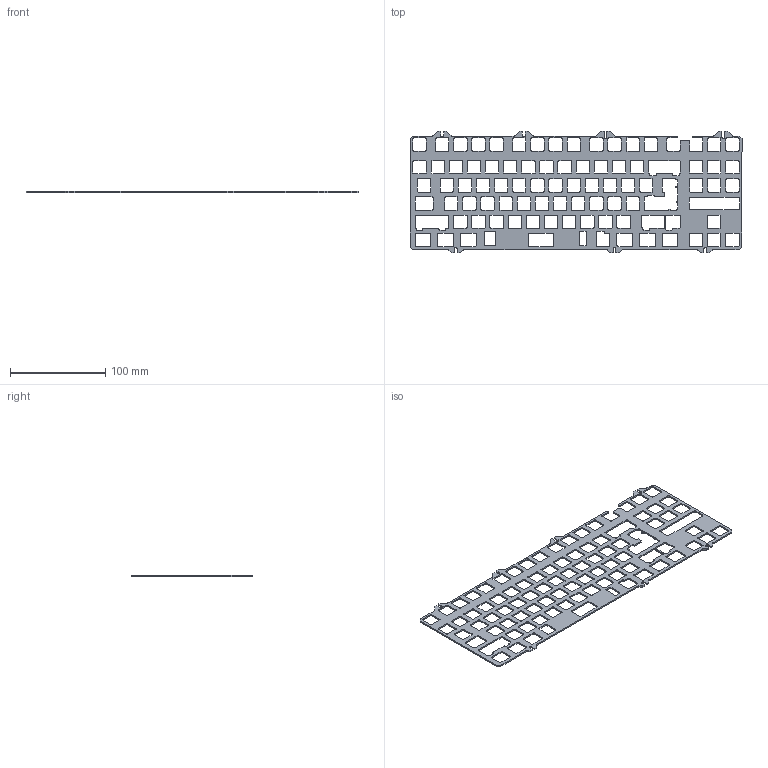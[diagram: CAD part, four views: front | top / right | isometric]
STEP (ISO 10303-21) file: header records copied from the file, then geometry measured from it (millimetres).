
FILE_DESCRIPTION(/* description */ (''),/* implementation_level */ '2;1');
FILE_NAME(/* name */ 'Sofia_PlateV1 v1.step',/* time_stamp */ '2022-05-20T17:07:10+02:00',/* author */ (''),/* organization */ (''),/* preprocessor_version */ 'ST-DEVELOPER v18.1',/* originating_system */ 'Autodesk Translation Framework v10.14.0.1471',/* authorisation */ '');
FILE_SCHEMA (('AUTOMOTIVE_DESIGN { 1 0 10303 214 3 1 1 }'));
Length unit declared in the file: millimetre
Products named in the file (1): Sofia_PlateV1
Bounding box: 348.66 x 127.96 x 1.5 mm (x, y, z)
Volume: 32858.3 mm3; surface area: 53251.3 mm2
Topology: 1 solids, 1 shells, 925 faces, 2769 edges, 1846 vertices
Faces by surface type: plane 483, cylinder 442
Entity records: 31763 total; most frequent: CARTESIAN_POINT 5541, ORIENTED_EDGE 5538, DIRECTION 5505, EDGE_CURVE 2769, LINE 1885, VECTOR 1885, VERTEX_POINT 1846, AXIS2_PLACEMENT_3D 1810
